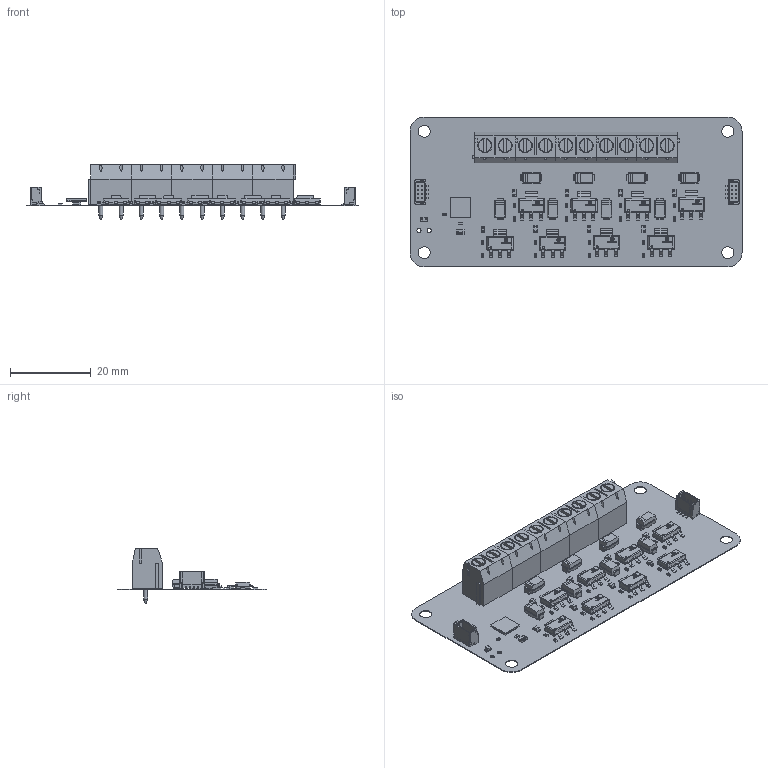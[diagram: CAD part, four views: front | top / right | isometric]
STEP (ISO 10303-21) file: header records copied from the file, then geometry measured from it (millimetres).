
FILE_DESCRIPTION(('Open CASCADE Model'),'2;1');
FILE_NAME('Open CASCADE Shape Model','2025-04-07T11:12:02',('Author'),( 'Open CASCADE'),'Open CASCADE STEP processor 7.5','Open CASCADE 7.5' ,'Unknown');
FILE_SCHEMA(('AUTOMOTIVE_DESIGN { 1 0 10303 214 1 1 1 1 }'));
Length unit declared in the file: millimetre
Products named in the file (94): PCB; Board; Open CASCADE STEP translator 7.5 4.1.1; R4; User Library-R SMD 0402; User Library-R SMD 0402_0402 BODY; User Library-R SMD 0402_0402 PAD; User Library-R SMD 0402_0402 OPIS; J14; 691102710002; 691502710002; 6911027100xx_CAGE; 6911027100xx_PIN; 6911027100xx_VIS; J13; J12; J11; R20; R19; R18; R17; R16; R15; R14; R13; R12; R11; R10; R9; R8; R7; R6; Q8; IC_onsemi_NCV8440STCT1G_eec; 1; 2; Open CASCADE STEP translator 7.5 4.22.1.2.1; Open CASCADE STEP translator 7.5 4.22.1.2.2; Notch; On Semi Logo Adjustable yury ...
Assembly tree (138 placements, depth 5):
  PCB
    Board
      Open CASCADE STEP translator 7.5 4.1.1
    R4
      User Library-R SMD 0402
        User Library-R SMD 0402_0402 BODY
        User Library-R SMD 0402_0402 PAD  x2
        User Library-R SMD 0402_0402 OPIS
    J14
      691102710002
        691502710002
        6911027100xx_CAGE  x2
        6911027100xx_PIN  x2
        6911027100xx_VIS  x2
    J13
      691102710002
        691502710002
        6911027100xx_CAGE  x2
        6911027100xx_PIN  x2
        6911027100xx_VIS  x2
    J12
      691102710002
        691502710002
        6911027100xx_CAGE  x2
        6911027100xx_PIN  x2
        6911027100xx_VIS  x2
    J11
      691102710002
        691502710002
        6911027100xx_CAGE  x2
        6911027100xx_PIN  x2
        6911027100xx_VIS  x2
    R20
      User Library-R SMD 0402
        User Library-R SMD 0402_0402 BODY
        User Library-R SMD 0402_0402 PAD  x2
        User Library-R SMD 0402_0402 OPIS
    R19
      User Library-R SMD 0402
        User Library-R SMD 0402_0402 BODY
        User Library-R SMD 0402_0402 PAD  x2
        User Library-R SMD 0402_0402 OPIS
    R18
      User Library-R SMD 0402
        User Library-R SMD 0402_0402 BODY
        User Library-R SMD 0402_0402 PAD  x2
        User Library-R SMD 0402_0402 OPIS
    R17
      User Library-R SMD 0402
        User Library-R SMD 0402_0402 BODY
        User Library-R SMD 0402_0402 PAD  x2
        User Library-R SMD 0402_0402 OPIS
    R16
      User Library-R SMD 0402
        User Library-R SMD 0402_0402 BODY
        User Library-R SMD 0402_0402 PAD  x2
        User Library-R SMD 0402_0402 OPIS
    R15
      User Library-R SMD 0402
        User Library-R SMD 0402_0402 BODY
Bounding box: 82 x 37 x 13.4 mm (x, y, z)
Volume: 3873 mm3; surface area: 15024.4 mm2
Topology: 418 solids, 418 shells, 7822 faces, 21605 edges, 16430 vertices
Faces by surface type: plane 4808, bspline 1964, cylinder 900, sphere 72, cone 40, torus 30, revolution 8
Full cylindrical faces by diameter (mm): 0.472 x8, 0.6 x10, 1 x10, 1.016 x2, 1.3 x10, 2 x10, 2.5 x10, 2.75 x10, 3 x14, 3.5 x20
Entity records: 84079 total; most frequent: CARTESIAN_POINT 24060, DIRECTION 9923, ORIENTED_EDGE 9528, LINE 5015, VECTOR 5015, EDGE_CURVE 4764, VERTEX_POINT 3104, AXIS2_PLACEMENT_3D 2450
